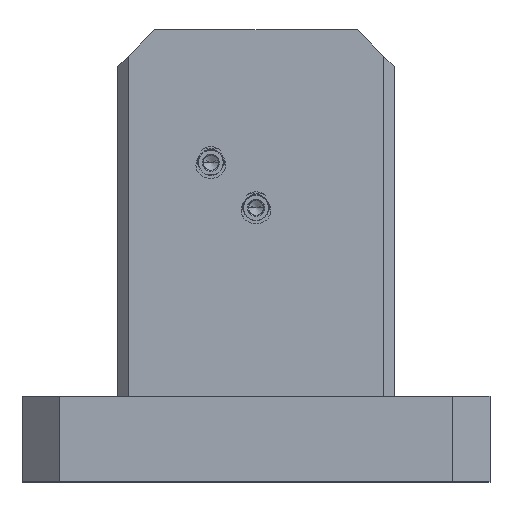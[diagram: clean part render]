
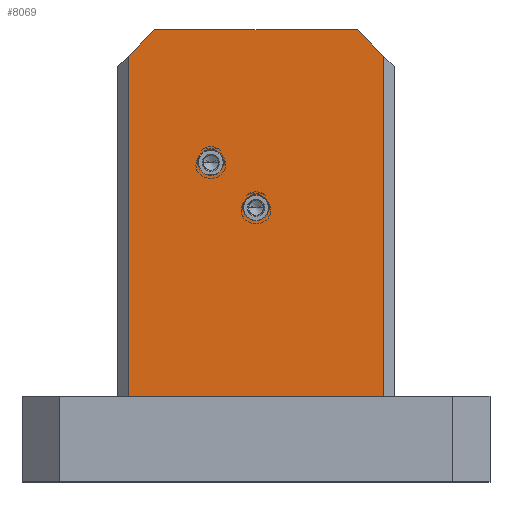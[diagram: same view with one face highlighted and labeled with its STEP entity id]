
A CAD part, top view. The second image highlights one B-rep face of the part: STEP entity #8069.
In plain terms, the highlighted planar face has unit normal (0, 0, 1).
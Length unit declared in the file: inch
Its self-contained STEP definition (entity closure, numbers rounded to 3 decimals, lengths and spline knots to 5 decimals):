
#61 = EDGE_CURVE ( 'NONE', #335, #4648, #9191, .T. ) ;
#335 = VERTEX_POINT ( 'NONE', #5060 ) ;
#474 = ORIENTED_EDGE ( 'NONE', *, *, #61, .T. ) ;
#587 = VERTEX_POINT ( 'NONE', #10155 ) ;
#642 = DIRECTION ( 'NONE',  ( 0., 0., 1. ) ) ;
#710 = DIRECTION ( 'NONE',  ( 0., 0., 1. ) ) ;
#828 = ORIENTED_EDGE ( 'NONE', *, *, #5148, .T. ) ;
#933 = DIRECTION ( 'NONE',  ( 0., 0., 1. ) ) ;
#1096 = LINE ( 'NONE', #9040, #5471 ) ;
#1512 = CARTESIAN_POINT ( 'NONE',  ( 0.02568, 0.89088, 0.95048 ) ) ;
#1699 = CARTESIAN_POINT ( 'NONE',  ( 0.45568, 0.84088, 0.95048 ) ) ;
#1739 = AXIS2_PLACEMENT_3D ( 'NONE', #9431, #5595, #3456 ) ;
#1837 = EDGE_LOOP ( 'NONE', ( #7204, #6184 ) ) ;
#1950 = FACE_OUTER_BOUND ( 'NONE', #7056, .T. ) ;
#2029 = CIRCLE ( 'NONE', #1739, 0.02325 ) ;
#2148 = CARTESIAN_POINT ( 'NONE',  ( -0.04432, 0.89088, 0.95048 ) ) ;
#2508 = DIRECTION ( 'NONE',  ( 0., 1., 0. ) ) ;
#2682 = FACE_BOUND ( 'NONE', #5982, .T. ) ;
#2688 = VERTEX_POINT ( 'NONE', #9983 ) ;
#2825 = DIRECTION ( 'NONE',  ( -0.707, 0.707, 0. ) ) ;
#3085 = DIRECTION ( 'NONE',  ( 0., -1., 0. ) ) ;
#3199 = CARTESIAN_POINT ( 'NONE',  ( -0.02432, 0.89088, 0.95048 ) ) ;
#3346 = CARTESIAN_POINT ( 'NONE',  ( -0.04432, 0.89088, 0.95048 ) ) ;
#3378 = CARTESIAN_POINT ( 'NONE',  ( 0.23893, 0.55588, 0.95048 ) ) ;
#3456 = DIRECTION ( 'NONE',  ( 1., 0., 0. ) ) ;
#3747 = LINE ( 'NONE', #6556, #10995 ) ;
#3856 = EDGE_CURVE ( 'NONE', #4018, #2688, #2029, .T. ) ;
#4018 = VERTEX_POINT ( 'NONE', #8660 ) ;
#4410 = EDGE_CURVE ( 'NONE', #2688, #4018, #5373, .T. ) ;
#4538 = ORIENTED_EDGE ( 'NONE', *, *, #10923, .T. ) ;
#4648 = VERTEX_POINT ( 'NONE', #12145 ) ;
#4714 = FACE_BOUND ( 'NONE', #1837, .T. ) ;
#4769 = CARTESIAN_POINT ( 'NONE',  ( -0.04432, 0.20088, 0.95048 ) ) ;
#4983 = DIRECTION ( 'NONE',  ( 0., 0., -1. ) ) ;
#5060 = CARTESIAN_POINT ( 'NONE',  ( -0.02432, 0.20088, 0.95048 ) ) ;
#5148 = EDGE_CURVE ( 'NONE', #6967, #587, #3747, .T. ) ;
#5290 = CARTESIAN_POINT ( 'NONE',  ( 0.21568, 0.55588, 0.95048 ) ) ;
#5373 = CIRCLE ( 'NONE', #8842, 0.02325 ) ;
#5454 = EDGE_CURVE ( 'NONE', #9888, #10519, #6119, .T. ) ;
#5471 = VECTOR ( 'NONE', #2508, 39.37008 ) ;
#5595 = DIRECTION ( 'NONE',  ( 0., 0., 1. ) ) ;
#5763 = VECTOR ( 'NONE', #3085, 39.37008 ) ;
#5815 = DIRECTION ( 'NONE',  ( -1., 0., 0. ) ) ;
#5855 = AXIS2_PLACEMENT_3D ( 'NONE', #7341, #710, #8257 ) ;
#5860 = PLANE ( 'NONE',  #11330 ) ;
#5932 = VERTEX_POINT ( 'NONE', #7256 ) ;
#5982 = EDGE_LOOP ( 'NONE', ( #6100, #8137 ) ) ;
#6059 = DIRECTION ( 'NONE',  ( -0.707, -0.707, 0. ) ) ;
#6100 = ORIENTED_EDGE ( 'NONE', *, *, #3856, .F. ) ;
#6119 = CIRCLE ( 'NONE', #5855, 0.02325 ) ;
#6184 = ORIENTED_EDGE ( 'NONE', *, *, #5454, .F. ) ;
#6424 = EDGE_CURVE ( 'NONE', #10519, #9888, #7727, .T. ) ;
#6556 = CARTESIAN_POINT ( 'NONE',  ( 0.40568, 0.89088, 0.95048 ) ) ;
#6658 = CARTESIAN_POINT ( 'NONE',  ( 0.13068, 0.64088, 0.95048 ) ) ;
#6740 = AXIS2_PLACEMENT_3D ( 'NONE', #5290, #642, #11888 ) ;
#6931 = VERTEX_POINT ( 'NONE', #10066 ) ;
#6967 = VERTEX_POINT ( 'NONE', #1699 ) ;
#7056 = EDGE_LOOP ( 'NONE', ( #474, #7514, #828, #8715, #4538, #8489 ) ) ;
#7119 = VECTOR ( 'NONE', #9392, 39.37008 ) ;
#7204 = ORIENTED_EDGE ( 'NONE', *, *, #6424, .F. ) ;
#7255 = LINE ( 'NONE', #3199, #5763 ) ;
#7256 = CARTESIAN_POINT ( 'NONE',  ( 0.02568, 0.89088, 0.95048 ) ) ;
#7341 = CARTESIAN_POINT ( 'NONE',  ( 0.21568, 0.55588, 0.95048 ) ) ;
#7514 = ORIENTED_EDGE ( 'NONE', *, *, #11476, .T. ) ;
#7684 = EDGE_CURVE ( 'NONE', #6931, #335, #7255, .T. ) ;
#7727 = CIRCLE ( 'NONE', #6740, 0.02325 ) ;
#8069 = ADVANCED_FACE ( 'NONE', ( #2682, #4714, #1950 ), #5860, .F. ) ;
#8137 = ORIENTED_EDGE ( 'NONE', *, *, #4410, .F. ) ;
#8257 = DIRECTION ( 'NONE',  ( 1., 0., 0. ) ) ;
#8489 = ORIENTED_EDGE ( 'NONE', *, *, #7684, .T. ) ;
#8589 = LINE ( 'NONE', #3346, #8883 ) ;
#8660 = CARTESIAN_POINT ( 'NONE',  ( 0.15393, 0.64088, 0.95048 ) ) ;
#8715 = ORIENTED_EDGE ( 'NONE', *, *, #11251, .F. ) ;
#8842 = AXIS2_PLACEMENT_3D ( 'NONE', #6658, #933, #10316 ) ;
#8883 = VECTOR ( 'NONE', #11692, 39.37008 ) ;
#9040 = CARTESIAN_POINT ( 'NONE',  ( 0.45568, 0.89088, 0.95048 ) ) ;
#9191 = LINE ( 'NONE', #4769, #7119 ) ;
#9392 = DIRECTION ( 'NONE',  ( 1., 0., 0. ) ) ;
#9431 = CARTESIAN_POINT ( 'NONE',  ( 0.13068, 0.64088, 0.95048 ) ) ;
#9888 = VERTEX_POINT ( 'NONE', #11704 ) ;
#9916 = LINE ( 'NONE', #1512, #10650 ) ;
#9983 = CARTESIAN_POINT ( 'NONE',  ( 0.10743, 0.64088, 0.95048 ) ) ;
#10066 = CARTESIAN_POINT ( 'NONE',  ( -0.02432, 0.84088, 0.95048 ) ) ;
#10155 = CARTESIAN_POINT ( 'NONE',  ( 0.40568, 0.89088, 0.95048 ) ) ;
#10316 = DIRECTION ( 'NONE',  ( 1., 0., 0. ) ) ;
#10519 = VERTEX_POINT ( 'NONE', #3378 ) ;
#10650 = VECTOR ( 'NONE', #6059, 39.37008 ) ;
#10923 = EDGE_CURVE ( 'NONE', #5932, #6931, #9916, .T. ) ;
#10995 = VECTOR ( 'NONE', #2825, 39.37008 ) ;
#11251 = EDGE_CURVE ( 'NONE', #5932, #587, #8589, .T. ) ;
#11330 = AXIS2_PLACEMENT_3D ( 'NONE', #2148, #4983, #5815 ) ;
#11476 = EDGE_CURVE ( 'NONE', #4648, #6967, #1096, .T. ) ;
#11692 = DIRECTION ( 'NONE',  ( 1., 0., 0. ) ) ;
#11704 = CARTESIAN_POINT ( 'NONE',  ( 0.19243, 0.55588, 0.95048 ) ) ;
#11888 = DIRECTION ( 'NONE',  ( 1., 0., 0. ) ) ;
#12145 = CARTESIAN_POINT ( 'NONE',  ( 0.45568, 0.20088, 0.95048 ) ) ;
